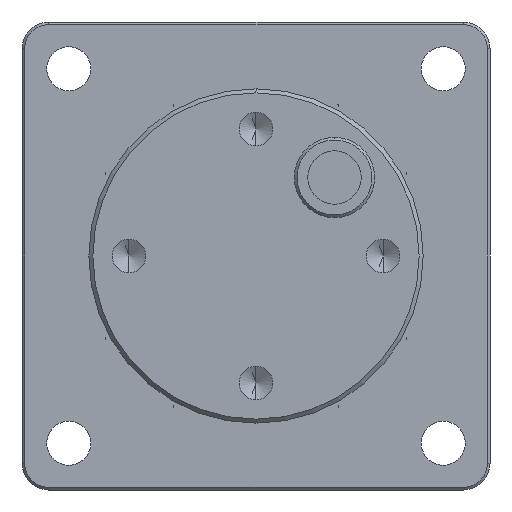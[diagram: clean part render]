
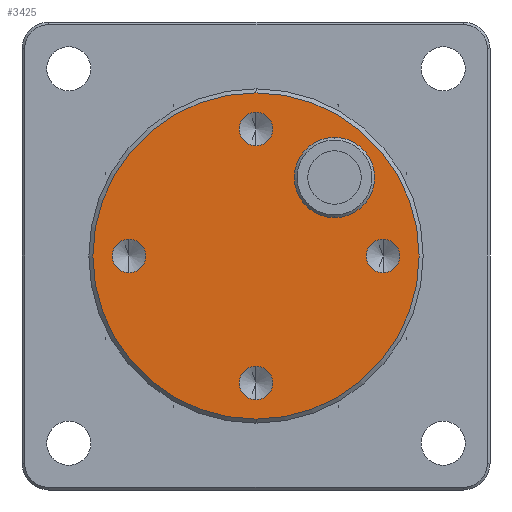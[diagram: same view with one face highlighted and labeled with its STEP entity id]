
A CAD part, front view. The second image highlights one B-rep face of the part: STEP entity #3425.
In plain terms, the highlighted planar face has unit normal (0, -1, 0).
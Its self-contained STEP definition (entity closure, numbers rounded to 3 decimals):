
#28 = AXIS2_PLACEMENT_3D ( 'NONE', #880, #1589, #171 ) ;
#78 = CARTESIAN_POINT ( 'NONE',  ( 9.5, -3.5, 0. ) ) ;
#104 = EDGE_CURVE ( 'NONE', #1327, #2338, #2327, .T. ) ;
#158 = EDGE_CURVE ( 'NONE', #1226, #1753, #4433, .T. ) ;
#162 = ORIENTED_EDGE ( 'NONE', *, *, #606, .F. ) ;
#171 = DIRECTION ( 'NONE',  ( 0., 0., -1. ) ) ;
#193 = VERTEX_POINT ( 'NONE', #1060 ) ;
#237 = CARTESIAN_POINT ( 'NONE',  ( 5.869, -3.5, 5.869 ) ) ;
#239 = FACE_BOUND ( 'NONE', #3651, .T. ) ;
#385 = AXIS2_PLACEMENT_3D ( 'NONE', #3015, #4014, #4177 ) ;
#434 = DIRECTION ( 'NONE',  ( 0., 0., -1. ) ) ;
#486 = ORIENTED_EDGE ( 'NONE', *, *, #3365, .F. ) ;
#507 = CARTESIAN_POINT ( 'NONE',  ( 5.869, -3.5, 8.869 ) ) ;
#517 = ORIENTED_EDGE ( 'NONE', *, *, #624, .F. ) ;
#543 = VERTEX_POINT ( 'NONE', #1545 ) ;
#556 = CARTESIAN_POINT ( 'NONE',  ( -9.5, -3.5, 1.25 ) ) ;
#584 = CARTESIAN_POINT ( 'NONE',  ( 0., -3.5, -8.25 ) ) ;
#597 = EDGE_CURVE ( 'NONE', #4321, #543, #4170, .T. ) ;
#606 = EDGE_CURVE ( 'NONE', #1178, #3845, #1713, .T. ) ;
#624 = EDGE_CURVE ( 'NONE', #4312, #774, #3030, .T. ) ;
#640 = ORIENTED_EDGE ( 'NONE', *, *, #104, .F. ) ;
#698 = DIRECTION ( 'NONE',  ( 0., -1., 0. ) ) ;
#731 = DIRECTION ( 'NONE',  ( 0., -1., 0. ) ) ;
#774 = VERTEX_POINT ( 'NONE', #507 ) ;
#871 = EDGE_LOOP ( 'NONE', ( #4300, #2289 ) ) ;
#880 = CARTESIAN_POINT ( 'NONE',  ( 0., -3.5, -9.5 ) ) ;
#889 = CIRCLE ( 'NONE', #385, 1.25 ) ;
#901 = EDGE_CURVE ( 'NONE', #193, #4061, #3976, .T. ) ;
#969 = FACE_BOUND ( 'NONE', #3738, .T. ) ;
#1060 = CARTESIAN_POINT ( 'NONE',  ( 0., -3.5, -10.75 ) ) ;
#1174 = DIRECTION ( 'NONE',  ( 0., 0., -1. ) ) ;
#1178 = VERTEX_POINT ( 'NONE', #556 ) ;
#1204 = AXIS2_PLACEMENT_3D ( 'NONE', #3629, #731, #1895 ) ;
#1226 = VERTEX_POINT ( 'NONE', #4407 ) ;
#1264 = DIRECTION ( 'NONE',  ( 0., -1., 0. ) ) ;
#1274 = DIRECTION ( 'NONE',  ( 0., -1., 0. ) ) ;
#1285 = CARTESIAN_POINT ( 'NONE',  ( 0., -3.5, 12.2 ) ) ;
#1327 = VERTEX_POINT ( 'NONE', #3057 ) ;
#1416 = FACE_BOUND ( 'NONE', #871, .T. ) ;
#1427 = DIRECTION ( 'NONE',  ( 0., -1., 0. ) ) ;
#1475 = FACE_OUTER_BOUND ( 'NONE', #2608, .T. ) ;
#1545 = CARTESIAN_POINT ( 'NONE',  ( 0., -3.5, 10.75 ) ) ;
#1589 = DIRECTION ( 'NONE',  ( 0., -1., 0. ) ) ;
#1592 = DIRECTION ( 'NONE',  ( 0., -1., 0. ) ) ;
#1663 = DIRECTION ( 'NONE',  ( 0., -1., 0. ) ) ;
#1713 = CIRCLE ( 'NONE', #2072, 1.25 ) ;
#1753 = VERTEX_POINT ( 'NONE', #1285 ) ;
#1778 = CIRCLE ( 'NONE', #2782, 3. ) ;
#1895 = DIRECTION ( 'NONE',  ( 0., 0., -1. ) ) ;
#1906 = AXIS2_PLACEMENT_3D ( 'NONE', #78, #1274, #434 ) ;
#2038 = AXIS2_PLACEMENT_3D ( 'NONE', #2253, #698, #2803 ) ;
#2055 = ORIENTED_EDGE ( 'NONE', *, *, #4149, .T. ) ;
#2072 = AXIS2_PLACEMENT_3D ( 'NONE', #2862, #2911, #2676 ) ;
#2242 = DIRECTION ( 'NONE',  ( 0., -1., 0. ) ) ;
#2245 = EDGE_LOOP ( 'NONE', ( #4180, #162 ) ) ;
#2253 = CARTESIAN_POINT ( 'NONE',  ( 0., -3.5, 0. ) ) ;
#2289 = ORIENTED_EDGE ( 'NONE', *, *, #2396, .F. ) ;
#2327 = CIRCLE ( 'NONE', #1906, 1.25 ) ;
#2338 = VERTEX_POINT ( 'NONE', #2424 ) ;
#2396 = EDGE_CURVE ( 'NONE', #543, #4321, #889, .T. ) ;
#2416 = FACE_BOUND ( 'NONE', #2245, .T. ) ;
#2424 = CARTESIAN_POINT ( 'NONE',  ( 9.5, -3.5, 1.25 ) ) ;
#2475 = AXIS2_PLACEMENT_3D ( 'NONE', #2792, #2688, #2809 ) ;
#2480 = CIRCLE ( 'NONE', #3021, 1.25 ) ;
#2522 = CARTESIAN_POINT ( 'NONE',  ( 5.869, -3.5, 5.869 ) ) ;
#2608 = EDGE_LOOP ( 'NONE', ( #2055, #4429 ) ) ;
#2610 = DIRECTION ( 'NONE',  ( 0., 0., -1. ) ) ;
#2638 = CARTESIAN_POINT ( 'NONE',  ( 0., -3.5, 0. ) ) ;
#2676 = DIRECTION ( 'NONE',  ( 0., 0., -1. ) ) ;
#2688 = DIRECTION ( 'NONE',  ( 0., -1., 0. ) ) ;
#2782 = AXIS2_PLACEMENT_3D ( 'NONE', #237, #1264, #2610 ) ;
#2792 = CARTESIAN_POINT ( 'NONE',  ( 0., -3.5, 0. ) ) ;
#2803 = DIRECTION ( 'NONE',  ( 0., 0., -1. ) ) ;
#2809 = DIRECTION ( 'NONE',  ( 0., 0., -1. ) ) ;
#2862 = CARTESIAN_POINT ( 'NONE',  ( -9.5, -3.5, 0. ) ) ;
#2911 = DIRECTION ( 'NONE',  ( 0., -1., 0. ) ) ;
#3010 = ORIENTED_EDGE ( 'NONE', *, *, #3176, .F. ) ;
#3015 = CARTESIAN_POINT ( 'NONE',  ( 0., -3.5, 9.5 ) ) ;
#3021 = AXIS2_PLACEMENT_3D ( 'NONE', #4411, #1592, #1174 ) ;
#3030 = CIRCLE ( 'NONE', #3992, 3. ) ;
#3047 = AXIS2_PLACEMENT_3D ( 'NONE', #3734, #1663, #3902 ) ;
#3057 = CARTESIAN_POINT ( 'NONE',  ( 9.5, -3.5, -1.25 ) ) ;
#3106 = DIRECTION ( 'NONE',  ( 0., 0., -1. ) ) ;
#3107 = ORIENTED_EDGE ( 'NONE', *, *, #3108, .F. ) ;
#3108 = EDGE_CURVE ( 'NONE', #4061, #193, #3920, .T. ) ;
#3176 = EDGE_CURVE ( 'NONE', #2338, #1327, #4175, .T. ) ;
#3198 = CARTESIAN_POINT ( 'NONE',  ( -9.5, -3.5, -1.25 ) ) ;
#3249 = AXIS2_PLACEMENT_3D ( 'NONE', #4391, #1427, #3250 ) ;
#3250 = DIRECTION ( 'NONE',  ( 0., 0., -1. ) ) ;
#3365 = EDGE_CURVE ( 'NONE', #774, #4312, #1778, .T. ) ;
#3373 = FACE_BOUND ( 'NONE', #3732, .T. ) ;
#3378 = CARTESIAN_POINT ( 'NONE',  ( 0., -3.5, 8.25 ) ) ;
#3425 = ADVANCED_FACE ( 'NONE', ( #1475, #239, #2416, #1416, #969, #3373 ), #4008, .T. ) ;
#3508 = EDGE_CURVE ( 'NONE', #3845, #1178, #2480, .T. ) ;
#3565 = AXIS2_PLACEMENT_3D ( 'NONE', #2638, #2242, #4310 ) ;
#3629 = CARTESIAN_POINT ( 'NONE',  ( 9.5, -3.5, 0. ) ) ;
#3651 = EDGE_LOOP ( 'NONE', ( #486, #517 ) ) ;
#3732 = EDGE_LOOP ( 'NONE', ( #4251, #3107 ) ) ;
#3734 = CARTESIAN_POINT ( 'NONE',  ( 0., -3.5, 9.5 ) ) ;
#3738 = EDGE_LOOP ( 'NONE', ( #640, #3010 ) ) ;
#3833 = CIRCLE ( 'NONE', #2475, 12.2 ) ;
#3845 = VERTEX_POINT ( 'NONE', #3198 ) ;
#3888 = DIRECTION ( 'NONE',  ( 0., -1., 0. ) ) ;
#3902 = DIRECTION ( 'NONE',  ( 0., 0., -1. ) ) ;
#3920 = CIRCLE ( 'NONE', #28, 1.25 ) ;
#3976 = CIRCLE ( 'NONE', #3249, 1.25 ) ;
#3991 = CARTESIAN_POINT ( 'NONE',  ( 5.869, -3.5, 2.869 ) ) ;
#3992 = AXIS2_PLACEMENT_3D ( 'NONE', #2522, #3888, #3106 ) ;
#4008 = PLANE ( 'NONE',  #3565 ) ;
#4014 = DIRECTION ( 'NONE',  ( 0., -1., 0. ) ) ;
#4061 = VERTEX_POINT ( 'NONE', #584 ) ;
#4149 = EDGE_CURVE ( 'NONE', #1753, #1226, #3833, .T. ) ;
#4170 = CIRCLE ( 'NONE', #3047, 1.25 ) ;
#4175 = CIRCLE ( 'NONE', #1204, 1.25 ) ;
#4177 = DIRECTION ( 'NONE',  ( 0., 0., -1. ) ) ;
#4180 = ORIENTED_EDGE ( 'NONE', *, *, #3508, .F. ) ;
#4251 = ORIENTED_EDGE ( 'NONE', *, *, #901, .F. ) ;
#4300 = ORIENTED_EDGE ( 'NONE', *, *, #597, .F. ) ;
#4310 = DIRECTION ( 'NONE',  ( 0., 0., -1. ) ) ;
#4312 = VERTEX_POINT ( 'NONE', #3991 ) ;
#4321 = VERTEX_POINT ( 'NONE', #3378 ) ;
#4391 = CARTESIAN_POINT ( 'NONE',  ( 0., -3.5, -9.5 ) ) ;
#4407 = CARTESIAN_POINT ( 'NONE',  ( 0., -3.5, -12.2 ) ) ;
#4411 = CARTESIAN_POINT ( 'NONE',  ( -9.5, -3.5, 0. ) ) ;
#4429 = ORIENTED_EDGE ( 'NONE', *, *, #158, .T. ) ;
#4433 = CIRCLE ( 'NONE', #2038, 12.2 ) ;
